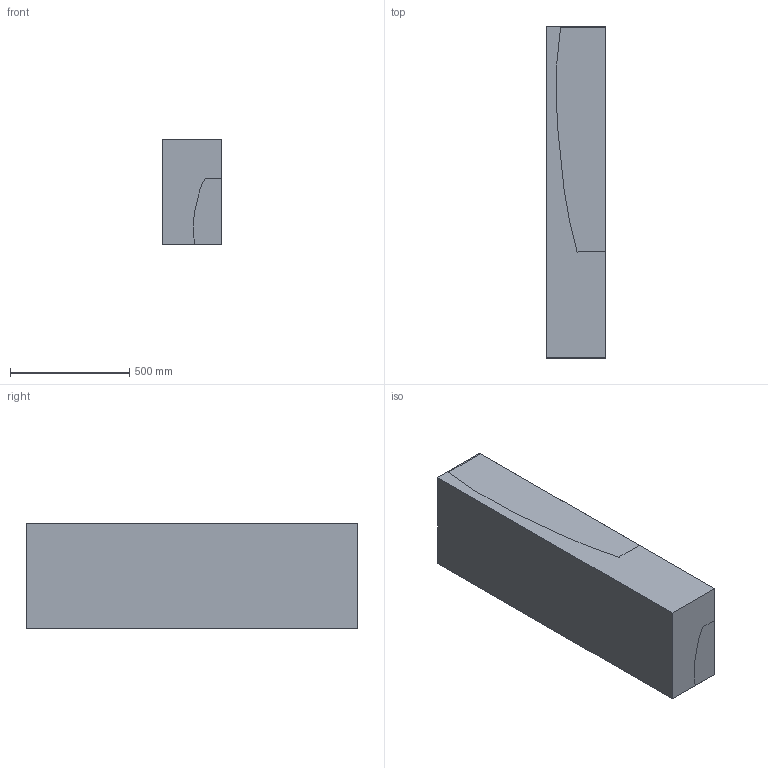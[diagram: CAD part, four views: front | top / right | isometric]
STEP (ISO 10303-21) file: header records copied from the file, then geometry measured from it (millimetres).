
FILE_DESCRIPTION(/* description */ (''),/* implementation_level */ '2;1');
FILE_NAME(/* name */ 'NEWMiddleR20240319 v2.step',/* time_stamp */ '2024-03-19T22:31:25+09:00',/* author */ (''),/* organization */ (''),/* preprocessor_version */ 'ST-DEVELOPER v20',/* originating_system */ 'Autodesk Translation Framework v12.20.1.177',/* authorisation */ '');
FILE_SCHEMA (('AUTOMOTIVE_DESIGN { 1 0 10303 214 3 1 1 }'));
Length unit declared in the file: millimetre
Products named in the file (1): NEWMiddleR20240319
Bounding box: 250 x 1390 x 440 mm (x, y, z)
Surface area: 3669332.4 mm2
Topology: 2 solids, 2 shells, 13 faces, 27 edges, 18 vertices
Faces by surface type: plane 12, bspline 1
Entity records: 1452 total; most frequent: CARTESIAN_POINT 1152, ORIENTED_EDGE 54, DIRECTION 48, EDGE_CURVE 27, LINE 22, VECTOR 22, VERTEX_POINT 18, FACE_OUTER_BOUND 13
